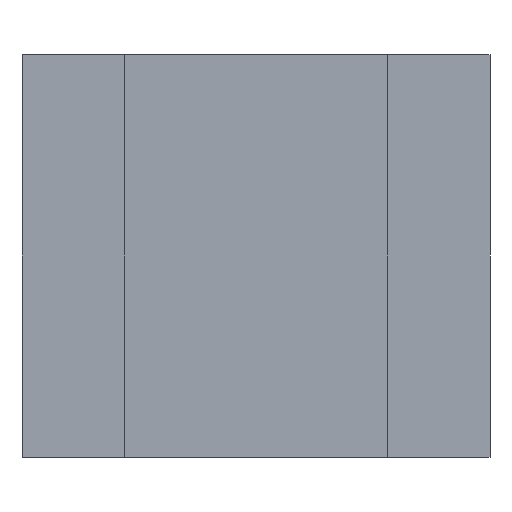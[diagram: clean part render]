
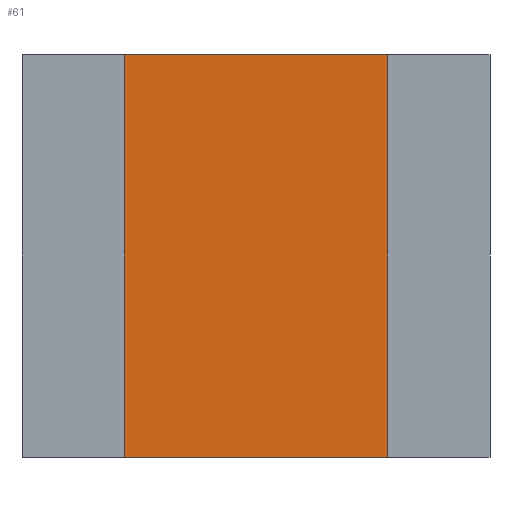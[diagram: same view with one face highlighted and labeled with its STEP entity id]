
A CAD part, front view. The second image highlights one B-rep face of the part: STEP entity #61.
In plain terms, the highlighted planar face has unit normal (0, -1, 0).
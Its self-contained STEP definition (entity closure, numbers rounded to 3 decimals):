
#61 = ADVANCED_FACE ( 'NONE', ( #3048 ), #1151, .T. ) ;
#223 = LINE ( 'NONE', #1296, #2058 ) ;
#484 = CARTESIAN_POINT ( 'NONE',  ( 3.117, 0., 0. ) ) ;
#615 = EDGE_CURVE ( 'NONE', #1098, #3449, #1735, .T. ) ;
#712 = EDGE_CURVE ( 'NONE', #3449, #3456, #223, .T. ) ;
#716 = AXIS2_PLACEMENT_3D ( 'NONE', #1695, #2824, #1172 ) ;
#913 = DIRECTION ( 'NONE',  ( 1., 0., 0. ) ) ;
#957 = DIRECTION ( 'NONE',  ( 0., 0., 1. ) ) ;
#1019 = DIRECTION ( 'NONE',  ( 1., 0., 0. ) ) ;
#1098 = VERTEX_POINT ( 'NONE', #2617 ) ;
#1137 = LINE ( 'NONE', #2512, #1273 ) ;
#1151 = PLANE ( 'NONE',  #716 ) ;
#1172 = DIRECTION ( 'NONE',  ( 0., 0., -1. ) ) ;
#1173 = CARTESIAN_POINT ( 'NONE',  ( 0., 0., -2.75 ) ) ;
#1208 = VECTOR ( 'NONE', #957, 1000. ) ;
#1273 = VECTOR ( 'NONE', #913, 1000. ) ;
#1296 = CARTESIAN_POINT ( 'NONE',  ( 0., 0., 0. ) ) ;
#1316 = ORIENTED_EDGE ( 'NONE', *, *, #2462, .T. ) ;
#1559 = VECTOR ( 'NONE', #1718, 1000. ) ;
#1695 = CARTESIAN_POINT ( 'NONE',  ( 0., 0., -2.75 ) ) ;
#1718 = DIRECTION ( 'NONE',  ( 0., 0., 1. ) ) ;
#1735 = LINE ( 'NONE', #1173, #1208 ) ;
#1887 = ORIENTED_EDGE ( 'NONE', *, *, #712, .F. ) ;
#2058 = VECTOR ( 'NONE', #1019, 1000. ) ;
#2237 = EDGE_CURVE ( 'NONE', #2422, #3456, #2289, .T. ) ;
#2289 = LINE ( 'NONE', #3361, #1559 ) ;
#2385 = CARTESIAN_POINT ( 'NONE',  ( 0., 0., 0. ) ) ;
#2422 = VERTEX_POINT ( 'NONE', #3001 ) ;
#2462 = EDGE_CURVE ( 'NONE', #1098, #2422, #1137, .T. ) ;
#2512 = CARTESIAN_POINT ( 'NONE',  ( 0., 0., -2.75 ) ) ;
#2617 = CARTESIAN_POINT ( 'NONE',  ( 0., 0., -2.75 ) ) ;
#2774 = ORIENTED_EDGE ( 'NONE', *, *, #2237, .T. ) ;
#2824 = DIRECTION ( 'NONE',  ( 0., -1., 0. ) ) ;
#3001 = CARTESIAN_POINT ( 'NONE',  ( 3.117, 0., -2.75 ) ) ;
#3048 = FACE_OUTER_BOUND ( 'NONE', #3324, .T. ) ;
#3324 = EDGE_LOOP ( 'NONE', ( #1887, #3493, #1316, #2774 ) ) ;
#3361 = CARTESIAN_POINT ( 'NONE',  ( 3.117, 0., -2.75 ) ) ;
#3449 = VERTEX_POINT ( 'NONE', #2385 ) ;
#3456 = VERTEX_POINT ( 'NONE', #484 ) ;
#3493 = ORIENTED_EDGE ( 'NONE', *, *, #615, .F. ) ;
